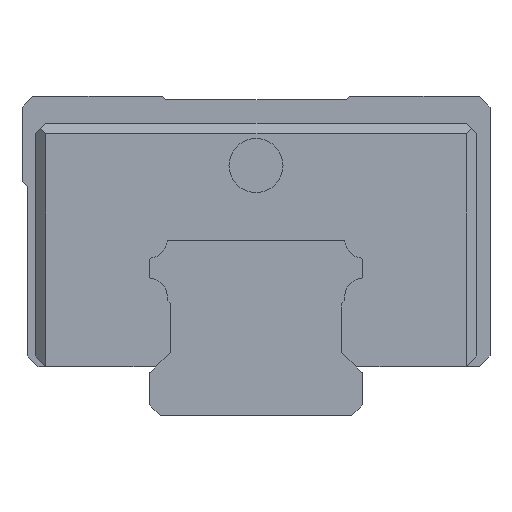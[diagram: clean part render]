
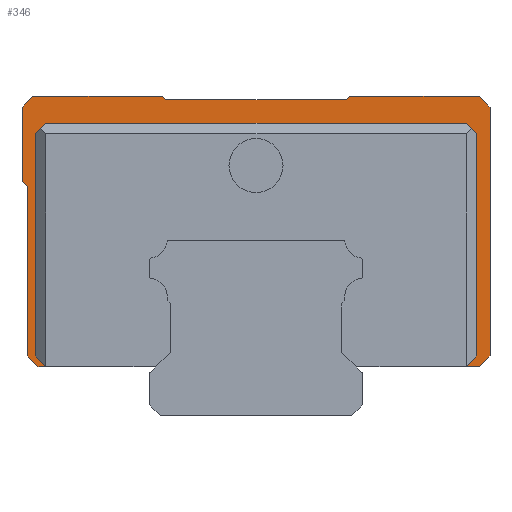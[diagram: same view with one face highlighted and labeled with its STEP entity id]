
A CAD part, left-side view. The second image highlights one B-rep face of the part: STEP entity #346.
In plain terms, the highlighted planar face has unit normal (-1, 0, 0).
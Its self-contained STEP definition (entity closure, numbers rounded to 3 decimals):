
#227=PLANE('',#3056);
#346=ADVANCED_FACE('',(#550),#227,.F.);
#550=FACE_OUTER_BOUND('',#720,.T.);
#720=EDGE_LOOP('',(#1591,#1592,#1593,#1594,#1595,#1596,#1597,#1598,#1599,
#1600,#1601,#1602,#1603,#1604,#1605,#1606,#1607,#1608,#1609,#1610,#1611,
#1612));
#891=LINE('',#4311,#1071);
#895=LINE('',#4420,#1075);
#916=LINE('',#4511,#1096);
#917=LINE('',#4514,#1097);
#918=LINE('',#4516,#1098);
#919=LINE('',#4518,#1099);
#920=LINE('',#4520,#1100);
#921=LINE('',#4522,#1101);
#922=LINE('',#4524,#1102);
#923=LINE('',#4526,#1103);
#924=LINE('',#4528,#1104);
#925=LINE('',#4530,#1105);
#926=LINE('',#4532,#1106);
#927=LINE('',#4534,#1107);
#928=LINE('',#4535,#1108);
#929=LINE('',#4537,#1109);
#930=LINE('',#4539,#1110);
#931=LINE('',#4540,#1111);
#932=LINE('',#4542,#1112);
#933=LINE('',#4544,#1113);
#934=LINE('',#4546,#1114);
#935=LINE('',#4548,#1115);
#1071=VECTOR('',#3471,1.);
#1075=VECTOR('',#3485,1.);
#1096=VECTOR('',#3514,1.);
#1097=VECTOR('',#3515,1.);
#1098=VECTOR('',#3516,1.);
#1099=VECTOR('',#3517,1.);
#1100=VECTOR('',#3518,1.);
#1101=VECTOR('',#3519,1.);
#1102=VECTOR('',#3520,1.);
#1103=VECTOR('',#3521,1.);
#1104=VECTOR('',#3522,1.);
#1105=VECTOR('',#3523,1.);
#1106=VECTOR('',#3524,1.);
#1107=VECTOR('',#3525,1.);
#1108=VECTOR('',#3526,1.);
#1109=VECTOR('',#3527,1.);
#1110=VECTOR('',#3528,1.);
#1111=VECTOR('',#3529,1.);
#1112=VECTOR('',#3530,1.);
#1113=VECTOR('',#3531,1.);
#1114=VECTOR('',#3532,1.);
#1115=VECTOR('',#3533,1.);
#1591=ORIENTED_EDGE('',*,*,#2575,.F.);
#1592=ORIENTED_EDGE('',*,*,#2576,.T.);
#1593=ORIENTED_EDGE('',*,*,#2577,.T.);
#1594=ORIENTED_EDGE('',*,*,#2578,.T.);
#1595=ORIENTED_EDGE('',*,*,#2579,.T.);
#1596=ORIENTED_EDGE('',*,*,#2580,.T.);
#1597=ORIENTED_EDGE('',*,*,#2581,.T.);
#1598=ORIENTED_EDGE('',*,*,#2582,.T.);
#1599=ORIENTED_EDGE('',*,*,#2583,.F.);
#1600=ORIENTED_EDGE('',*,*,#2584,.F.);
#1601=ORIENTED_EDGE('',*,*,#2585,.F.);
#1602=ORIENTED_EDGE('',*,*,#2586,.F.);
#1603=ORIENTED_EDGE('',*,*,#2538,.F.);
#1604=ORIENTED_EDGE('',*,*,#2587,.F.);
#1605=ORIENTED_EDGE('',*,*,#2588,.F.);
#1606=ORIENTED_EDGE('',*,*,#2589,.F.);
#1607=ORIENTED_EDGE('',*,*,#2550,.F.);
#1608=ORIENTED_EDGE('',*,*,#2590,.F.);
#1609=ORIENTED_EDGE('',*,*,#2591,.F.);
#1610=ORIENTED_EDGE('',*,*,#2592,.F.);
#1611=ORIENTED_EDGE('',*,*,#2593,.F.);
#1612=ORIENTED_EDGE('',*,*,#2594,.F.);
#2210=VERTEX_POINT('',#4306);
#2212=VERTEX_POINT('',#4310);
#2222=VERTEX_POINT('',#4415);
#2224=VERTEX_POINT('',#4419);
#2247=VERTEX_POINT('',#4512);
#2248=VERTEX_POINT('',#4513);
#2249=VERTEX_POINT('',#4515);
#2250=VERTEX_POINT('',#4517);
#2251=VERTEX_POINT('',#4519);
#2252=VERTEX_POINT('',#4521);
#2253=VERTEX_POINT('',#4523);
#2254=VERTEX_POINT('',#4525);
#2255=VERTEX_POINT('',#4527);
#2256=VERTEX_POINT('',#4529);
#2257=VERTEX_POINT('',#4531);
#2258=VERTEX_POINT('',#4533);
#2259=VERTEX_POINT('',#4536);
#2260=VERTEX_POINT('',#4538);
#2261=VERTEX_POINT('',#4541);
#2262=VERTEX_POINT('',#4543);
#2263=VERTEX_POINT('',#4545);
#2264=VERTEX_POINT('',#4547);
#2538=EDGE_CURVE('',#2212,#2210,#891,.T.);
#2550=EDGE_CURVE('',#2224,#2222,#895,.T.);
#2575=EDGE_CURVE('',#2247,#2248,#916,.T.);
#2576=EDGE_CURVE('',#2247,#2249,#917,.T.);
#2577=EDGE_CURVE('',#2249,#2250,#918,.T.);
#2578=EDGE_CURVE('',#2250,#2251,#919,.T.);
#2579=EDGE_CURVE('',#2251,#2252,#920,.T.);
#2580=EDGE_CURVE('',#2252,#2253,#921,.T.);
#2581=EDGE_CURVE('',#2253,#2254,#922,.T.);
#2582=EDGE_CURVE('',#2254,#2255,#923,.T.);
#2583=EDGE_CURVE('',#2256,#2255,#924,.T.);
#2584=EDGE_CURVE('',#2257,#2256,#925,.T.);
#2585=EDGE_CURVE('',#2258,#2257,#926,.T.);
#2586=EDGE_CURVE('',#2210,#2258,#927,.T.);
#2587=EDGE_CURVE('',#2259,#2212,#928,.T.);
#2588=EDGE_CURVE('',#2260,#2259,#929,.T.);
#2589=EDGE_CURVE('',#2222,#2260,#930,.T.);
#2590=EDGE_CURVE('',#2261,#2224,#931,.T.);
#2591=EDGE_CURVE('',#2262,#2261,#932,.T.);
#2592=EDGE_CURVE('',#2263,#2262,#933,.T.);
#2593=EDGE_CURVE('',#2264,#2263,#934,.T.);
#2594=EDGE_CURVE('',#2248,#2264,#935,.T.);
#3056=AXIS2_PLACEMENT_3D('',#4549,#3534,#3535);
#3471=DIRECTION('',(0.,-1.,0.));
#3485=DIRECTION('',(0.,-1.,0.));
#3514=DIRECTION('',(0.,1.,0.));
#3515=DIRECTION('',(0.,0.707,0.707));
#3516=DIRECTION('',(0.,0.,1.));
#3517=DIRECTION('',(0.,-0.707,0.707));
#3518=DIRECTION('',(0.,-1.,0.));
#3519=DIRECTION('',(0.,-0.707,-0.707));
#3520=DIRECTION('',(0.,0.,-1.));
#3521=DIRECTION('',(0.,0.707,-0.707));
#3522=DIRECTION('',(0.,1.,0.));
#3523=DIRECTION('',(0.,0.707,-0.707));
#3524=DIRECTION('',(0.,0.,-1.));
#3525=DIRECTION('',(0.,-0.707,-0.707));
#3526=DIRECTION('',(0.,-0.707,0.707));
#3527=DIRECTION('',(0.,-1.,0.));
#3528=DIRECTION('',(0.,-0.707,-0.707));
#3529=DIRECTION('',(0.,-0.707,0.707));
#3530=DIRECTION('',(0.,0.,1.));
#3531=DIRECTION('',(0.,0.707,0.707));
#3532=DIRECTION('',(0.,0.,1.));
#3533=DIRECTION('',(0.,0.707,0.707));
#3534=DIRECTION('',(1.,0.,0.));
#3535=DIRECTION('',(0.,0.,-1.));
#4306=CARTESIAN_POINT('',(-591.893,-968.888,30.));
#4310=CARTESIAN_POINT('',(-591.893,-956.681,30.));
#4311=CARTESIAN_POINT('',(-591.893,-956.681,30.));
#4415=CARTESIAN_POINT('',(-591.893,-939.095,30.));
#4419=CARTESIAN_POINT('',(-591.893,-926.888,30.));
#4420=CARTESIAN_POINT('',(-591.893,-926.888,30.));
#4511=CARTESIAN_POINT('',(-591.893,-935.942,4.6));
#4512=CARTESIAN_POINT('',(-591.893,-928.138,4.6));
#4513=CARTESIAN_POINT('',(-591.893,-927.388,4.6));
#4514=CARTESIAN_POINT('',(-591.893,-928.138,4.6));
#4515=CARTESIAN_POINT('',(-591.893,-927.138,5.6));
#4516=CARTESIAN_POINT('',(-591.893,-927.138,5.6));
#4517=CARTESIAN_POINT('',(-591.893,-927.138,26.5));
#4518=CARTESIAN_POINT('',(-591.893,-927.138,26.5));
#4519=CARTESIAN_POINT('',(-591.893,-928.138,27.5));
#4520=CARTESIAN_POINT('',(-591.893,-928.138,27.5));
#4521=CARTESIAN_POINT('',(-591.893,-967.638,27.5));
#4522=CARTESIAN_POINT('',(-591.893,-967.638,27.5));
#4523=CARTESIAN_POINT('',(-591.893,-968.638,26.5));
#4524=CARTESIAN_POINT('',(-591.893,-968.638,26.5));
#4525=CARTESIAN_POINT('',(-591.893,-968.638,5.6));
#4526=CARTESIAN_POINT('',(-591.893,-968.638,5.6));
#4527=CARTESIAN_POINT('',(-591.893,-967.638,4.6));
#4528=CARTESIAN_POINT('',(-591.893,-968.588,4.6));
#4529=CARTESIAN_POINT('',(-591.893,-968.888,4.6));
#4530=CARTESIAN_POINT('',(-591.893,-969.888,5.6));
#4531=CARTESIAN_POINT('',(-591.893,-969.888,5.6));
#4532=CARTESIAN_POINT('',(-591.893,-969.888,29.));
#4533=CARTESIAN_POINT('',(-591.893,-969.888,29.));
#4534=CARTESIAN_POINT('',(-591.893,-968.888,30.));
#4535=CARTESIAN_POINT('',(-591.893,-956.381,29.7));
#4536=CARTESIAN_POINT('',(-591.893,-956.381,29.7));
#4537=CARTESIAN_POINT('',(-591.893,-947.888,29.7));
#4538=CARTESIAN_POINT('',(-591.893,-939.395,29.7));
#4539=CARTESIAN_POINT('',(-591.893,-939.095,30.));
#4540=CARTESIAN_POINT('',(-591.893,-925.888,29.));
#4541=CARTESIAN_POINT('',(-591.893,-925.888,29.));
#4542=CARTESIAN_POINT('',(-591.893,-925.888,22.));
#4543=CARTESIAN_POINT('',(-591.893,-925.888,22.));
#4544=CARTESIAN_POINT('',(-591.893,-926.388,21.5));
#4545=CARTESIAN_POINT('',(-591.893,-926.388,21.5));
#4546=CARTESIAN_POINT('',(-591.893,-926.388,5.6));
#4547=CARTESIAN_POINT('',(-591.893,-926.388,5.6));
#4548=CARTESIAN_POINT('',(-591.893,-927.388,4.6));
#4549=CARTESIAN_POINT('',(-591.893,-958.788,9.317));
